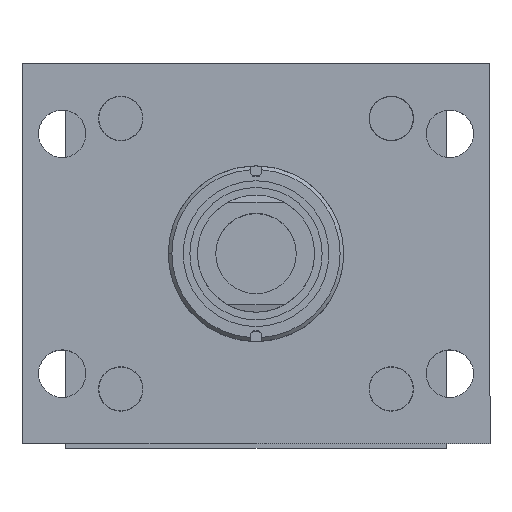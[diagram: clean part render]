
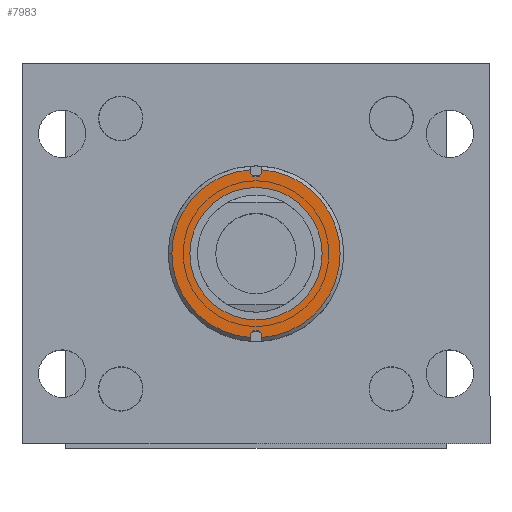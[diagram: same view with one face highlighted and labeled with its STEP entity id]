
A CAD part, top view. The second image highlights one B-rep face of the part: STEP entity #7983.
In plain terms, the highlighted planar face has unit normal (0, 0, 1).
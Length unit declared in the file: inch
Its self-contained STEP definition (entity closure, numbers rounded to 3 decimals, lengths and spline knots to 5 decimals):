
#163 = CIRCLE ( 'NONE', #10153, 1.438 ) ;
#168 = DIRECTION ( 'NONE',  ( 0., 0., 1. ) ) ;
#292 = ORIENTED_EDGE ( 'NONE', *, *, #5387, .T. ) ;
#547 = ORIENTED_EDGE ( 'NONE', *, *, #3306, .F. ) ;
#658 = VERTEX_POINT ( 'NONE', #6890 ) ;
#670 = AXIS2_PLACEMENT_3D ( 'NONE', #1876, #7555, #6654 ) ;
#1020 = VERTEX_POINT ( 'NONE', #6001 ) ;
#1606 = VECTOR ( 'NONE', #9744, 39.37008 ) ;
#1641 = CARTESIAN_POINT ( 'NONE',  ( 20.37814, 42.4197, -2.93519 ) ) ;
#1650 = DIRECTION ( 'NONE',  ( 0., -1., 0. ) ) ;
#1697 = AXIS2_PLACEMENT_3D ( 'NONE', #8404, #5978, #7594 ) ;
#1829 = DIRECTION ( 'NONE',  ( 1., 0., 0. ) ) ;
#1876 = CARTESIAN_POINT ( 'NONE',  ( 19.2471, 42.4197, -2.93519 ) ) ;
#1939 = ORIENTED_EDGE ( 'NONE', *, *, #4229, .T. ) ;
#2158 = CARTESIAN_POINT ( 'NONE',  ( 19.3411, 43.55073, -2.93519 ) ) ;
#2555 = LINE ( 'NONE', #8036, #7553 ) ;
#2847 = CARTESIAN_POINT ( 'NONE',  ( 19.3411, 43.85462, -2.93519 ) ) ;
#2875 = ORIENTED_EDGE ( 'NONE', *, *, #4753, .F. ) ;
#2946 = CARTESIAN_POINT ( 'NONE',  ( 18.11607, 42.4197, -2.93519 ) ) ;
#3161 = AXIS2_PLACEMENT_3D ( 'NONE', #9823, #5009, #1829 ) ;
#3236 = EDGE_CURVE ( 'NONE', #5622, #8032, #163, .T. ) ;
#3306 = EDGE_CURVE ( 'NONE', #8032, #5817, #3448, .T. ) ;
#3448 = CIRCLE ( 'NONE', #8403, 1.438 ) ;
#3454 = ORIENTED_EDGE ( 'NONE', *, *, #9087, .F. ) ;
#3569 = ORIENTED_EDGE ( 'NONE', *, *, #3236, .F. ) ;
#3607 = ORIENTED_EDGE ( 'NONE', *, *, #8187, .F. ) ;
#3674 = DIRECTION ( 'NONE',  ( -1., 0., 0. ) ) ;
#3737 = LINE ( 'NONE', #8046, #1606 ) ;
#4087 = ORIENTED_EDGE ( 'NONE', *, *, #10093, .T. ) ;
#4109 = DIRECTION ( 'NONE',  ( 1., 0., 0. ) ) ;
#4157 = EDGE_CURVE ( 'NONE', #5921, #10438, #8720, .T. ) ;
#4229 = EDGE_CURVE ( 'NONE', #9059, #6661, #4672, .T. ) ;
#4432 = CARTESIAN_POINT ( 'NONE',  ( 19.2471, 42.4197, -2.93519 ) ) ;
#4471 = EDGE_CURVE ( 'NONE', #4951, #5622, #2555, .T. ) ;
#4497 = DIRECTION ( 'NONE',  ( 0., 0., -1. ) ) ;
#4672 = CIRCLE ( 'NONE', #1697, 1.13104 ) ;
#4753 = EDGE_CURVE ( 'NONE', #7969, #4951, #5429, .T. ) ;
#4820 = CARTESIAN_POINT ( 'NONE',  ( 19.1531, 40.98477, -2.93519 ) ) ;
#4876 = DIRECTION ( 'NONE',  ( 0., 0., -1. ) ) ;
#4884 = CARTESIAN_POINT ( 'NONE',  ( 19.2471, 43.55073, -2.93519 ) ) ;
#4951 = VERTEX_POINT ( 'NONE', #6912 ) ;
#4998 = EDGE_LOOP ( 'NONE', ( #5244, #1939 ) ) ;
#5009 = DIRECTION ( 'NONE',  ( 0., 0., 1. ) ) ;
#5244 = ORIENTED_EDGE ( 'NONE', *, *, #6254, .T. ) ;
#5269 = CARTESIAN_POINT ( 'NONE',  ( 19.3411, 40.98477, -2.93519 ) ) ;
#5387 = EDGE_CURVE ( 'NONE', #7969, #10438, #7604, .T. ) ;
#5388 = CIRCLE ( 'NONE', #5497, 0.094 ) ;
#5395 = FACE_BOUND ( 'NONE', #4998, .T. ) ;
#5414 = DIRECTION ( 'NONE',  ( 1., 0., 0. ) ) ;
#5429 = CIRCLE ( 'NONE', #3161, 0.094 ) ;
#5446 = CARTESIAN_POINT ( 'NONE',  ( 19.2471, 43.8257, -2.93519 ) ) ;
#5483 = DIRECTION ( 'NONE',  ( 0., 0., 1. ) ) ;
#5497 = AXIS2_PLACEMENT_3D ( 'NONE', #5446, #5483, #5414 ) ;
#5622 = VERTEX_POINT ( 'NONE', #4820 ) ;
#5644 = ORIENTED_EDGE ( 'NONE', *, *, #4157, .F. ) ;
#5817 = VERTEX_POINT ( 'NONE', #9132 ) ;
#5921 = VERTEX_POINT ( 'NONE', #2847 ) ;
#5978 = DIRECTION ( 'NONE',  ( 0., 0., -1. ) ) ;
#5998 = FACE_OUTER_BOUND ( 'NONE', #7772, .T. ) ;
#6001 = CARTESIAN_POINT ( 'NONE',  ( 19.3411, 43.8257, -2.93519 ) ) ;
#6254 = EDGE_CURVE ( 'NONE', #6661, #9059, #9682, .T. ) ;
#6654 = DIRECTION ( 'NONE',  ( -1., 0., 0. ) ) ;
#6661 = VERTEX_POINT ( 'NONE', #2946 ) ;
#6890 = CARTESIAN_POINT ( 'NONE',  ( 19.1531, 43.8257, -2.93519 ) ) ;
#6896 = DIRECTION ( 'NONE',  ( -1., 0., 0. ) ) ;
#6912 = CARTESIAN_POINT ( 'NONE',  ( 19.1531, 41.0137, -2.93519 ) ) ;
#7081 = DIRECTION ( 'NONE',  ( 0., -1., 0. ) ) ;
#7117 = VECTOR ( 'NONE', #7081, 39.37008 ) ;
#7272 = LINE ( 'NONE', #8241, #10423 ) ;
#7418 = DIRECTION ( 'NONE',  ( 0., 1., 0. ) ) ;
#7553 = VECTOR ( 'NONE', #1650, 39.37008 ) ;
#7555 = DIRECTION ( 'NONE',  ( 0., 0., -1. ) ) ;
#7594 = DIRECTION ( 'NONE',  ( -1., 0., 0. ) ) ;
#7604 = LINE ( 'NONE', #2158, #7117 ) ;
#7708 = CARTESIAN_POINT ( 'NONE',  ( 19.2471, 42.4197, -2.93519 ) ) ;
#7772 = EDGE_LOOP ( 'NONE', ( #2875, #292, #5644, #3454, #3607, #4087, #547, #3569, #7844 ) ) ;
#7844 = ORIENTED_EDGE ( 'NONE', *, *, #4471, .F. ) ;
#7969 = VERTEX_POINT ( 'NONE', #8093 ) ;
#7983 = ADVANCED_FACE ( 'NONE', ( #5395, #5998 ), #9703, .T. ) ;
#8007 = DIRECTION ( 'NONE',  ( -1., 0., 0. ) ) ;
#8032 = VERTEX_POINT ( 'NONE', #9130 ) ;
#8036 = CARTESIAN_POINT ( 'NONE',  ( 19.1531, 43.55073, -2.93519 ) ) ;
#8046 = CARTESIAN_POINT ( 'NONE',  ( 19.1531, 43.55073, -2.93519 ) ) ;
#8093 = CARTESIAN_POINT ( 'NONE',  ( 19.3411, 41.0137, -2.93519 ) ) ;
#8187 = EDGE_CURVE ( 'NONE', #658, #1020, #5388, .T. ) ;
#8241 = CARTESIAN_POINT ( 'NONE',  ( 19.3411, 43.55073, -2.93519 ) ) ;
#8403 = AXIS2_PLACEMENT_3D ( 'NONE', #4432, #10181, #3674 ) ;
#8404 = CARTESIAN_POINT ( 'NONE',  ( 19.2471, 42.4197, -2.93519 ) ) ;
#8600 = AXIS2_PLACEMENT_3D ( 'NONE', #4884, #168, #4109 ) ;
#8720 = CIRCLE ( 'NONE', #670, 1.438 ) ;
#9059 = VERTEX_POINT ( 'NONE', #1641 ) ;
#9087 = EDGE_CURVE ( 'NONE', #1020, #5921, #7272, .T. ) ;
#9130 = CARTESIAN_POINT ( 'NONE',  ( 17.8091, 42.4197, -2.93519 ) ) ;
#9132 = CARTESIAN_POINT ( 'NONE',  ( 19.1531, 43.85462, -2.93519 ) ) ;
#9682 = CIRCLE ( 'NONE', #10340, 1.13104 ) ;
#9703 = PLANE ( 'NONE',  #8600 ) ;
#9744 = DIRECTION ( 'NONE',  ( 0., 1., 0. ) ) ;
#9823 = CARTESIAN_POINT ( 'NONE',  ( 19.2471, 41.0137, -2.93519 ) ) ;
#10093 = EDGE_CURVE ( 'NONE', #658, #5817, #3737, .T. ) ;
#10153 = AXIS2_PLACEMENT_3D ( 'NONE', #7708, #4497, #6896 ) ;
#10181 = DIRECTION ( 'NONE',  ( 0., 0., -1. ) ) ;
#10340 = AXIS2_PLACEMENT_3D ( 'NONE', #10409, #4876, #8007 ) ;
#10409 = CARTESIAN_POINT ( 'NONE',  ( 19.2471, 42.4197, -2.93519 ) ) ;
#10423 = VECTOR ( 'NONE', #7418, 39.37008 ) ;
#10438 = VERTEX_POINT ( 'NONE', #5269 ) ;
